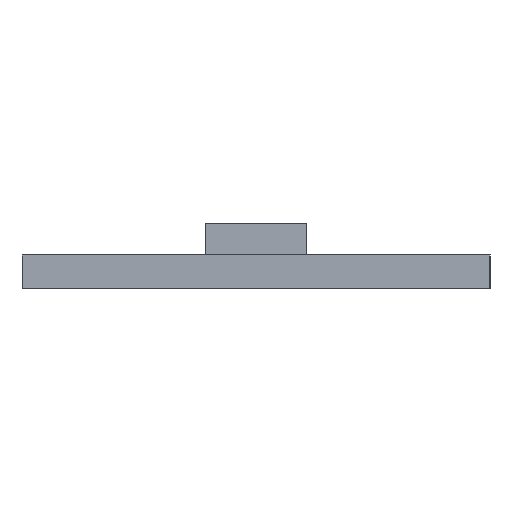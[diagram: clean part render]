
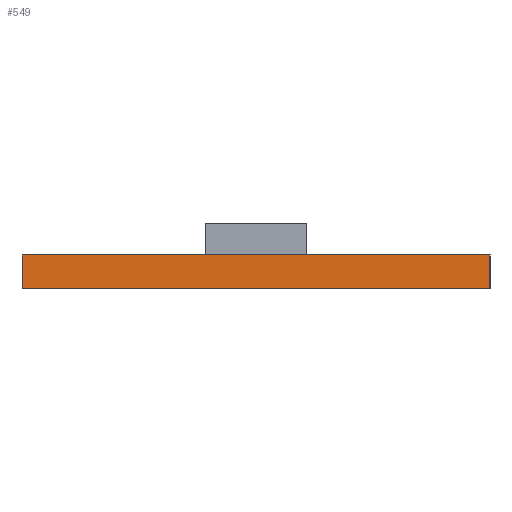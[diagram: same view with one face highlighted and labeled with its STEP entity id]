
A CAD part, left-side view. The second image highlights one B-rep face of the part: STEP entity #549.
In plain terms, the highlighted planar face has unit normal (-1, 0, 0).
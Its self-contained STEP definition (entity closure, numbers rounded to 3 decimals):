
#109 = LINE ( 'NONE', #243, #808 ) ;
#113 = EDGE_CURVE ( 'NONE', #461, #823, #109, .T. ) ;
#119 = CARTESIAN_POINT ( 'NONE',  ( 0., 0., 0. ) ) ;
#158 = EDGE_CURVE ( 'NONE', #823, #818, #535, .T. ) ;
#186 = CARTESIAN_POINT ( 'NONE',  ( 0., 23., 1.65 ) ) ;
#187 = LINE ( 'NONE', #119, #770 ) ;
#207 = ORIENTED_EDGE ( 'NONE', *, *, #895, .T. ) ;
#243 = CARTESIAN_POINT ( 'NONE',  ( 0., 0., 1.65 ) ) ;
#246 = LINE ( 'NONE', #186, #694 ) ;
#272 = CARTESIAN_POINT ( 'NONE',  ( 0., 0., 1.65 ) ) ;
#312 = DIRECTION ( 'NONE',  ( 0., -1., 0. ) ) ;
#333 = PLANE ( 'NONE',  #572 ) ;
#355 = DIRECTION ( 'NONE',  ( 1., 0., 0. ) ) ;
#431 = ORIENTED_EDGE ( 'NONE', *, *, #113, .F. ) ;
#461 = VERTEX_POINT ( 'NONE', #793 ) ;
#463 = CARTESIAN_POINT ( 'NONE',  ( 0., 0., 1.65 ) ) ;
#464 = ORIENTED_EDGE ( 'NONE', *, *, #158, .F. ) ;
#535 = LINE ( 'NONE', #463, #616 ) ;
#549 = ADVANCED_FACE ( 'NONE', ( #935 ), #333, .F. ) ;
#552 = DIRECTION ( 'NONE',  ( 0., 0., -1. ) ) ;
#556 = CARTESIAN_POINT ( 'NONE',  ( 0., 0., 0. ) ) ;
#572 = AXIS2_PLACEMENT_3D ( 'NONE', #272, #355, #628 ) ;
#616 = VECTOR ( 'NONE', #754, 1000. ) ;
#620 = CARTESIAN_POINT ( 'NONE',  ( 0., 23., 0. ) ) ;
#628 = DIRECTION ( 'NONE',  ( 0., 1., 0. ) ) ;
#680 = EDGE_CURVE ( 'NONE', #461, #746, #246, .T. ) ;
#694 = VECTOR ( 'NONE', #552, 1000. ) ;
#746 = VERTEX_POINT ( 'NONE', #620 ) ;
#750 = ORIENTED_EDGE ( 'NONE', *, *, #680, .T. ) ;
#754 = DIRECTION ( 'NONE',  ( 0., 0., -1. ) ) ;
#770 = VECTOR ( 'NONE', #928, 1000. ) ;
#793 = CARTESIAN_POINT ( 'NONE',  ( 0., 23., 1.65 ) ) ;
#808 = VECTOR ( 'NONE', #312, 1000. ) ;
#818 = VERTEX_POINT ( 'NONE', #556 ) ;
#823 = VERTEX_POINT ( 'NONE', #849 ) ;
#849 = CARTESIAN_POINT ( 'NONE',  ( 0., 0., 1.65 ) ) ;
#895 = EDGE_CURVE ( 'NONE', #746, #818, #187, .T. ) ;
#901 = EDGE_LOOP ( 'NONE', ( #207, #464, #431, #750 ) ) ;
#928 = DIRECTION ( 'NONE',  ( 0., -1., 0. ) ) ;
#935 = FACE_OUTER_BOUND ( 'NONE', #901, .T. ) ;
